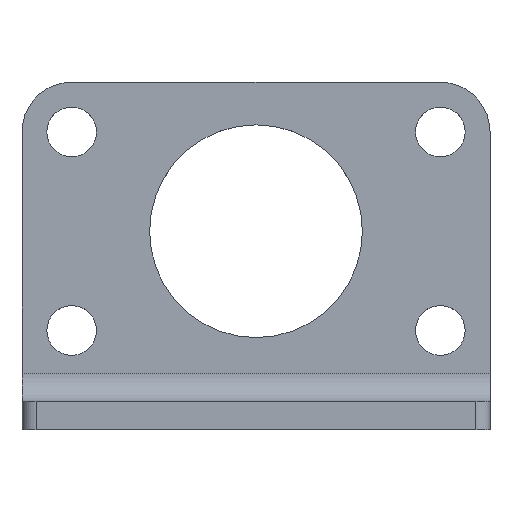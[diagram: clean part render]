
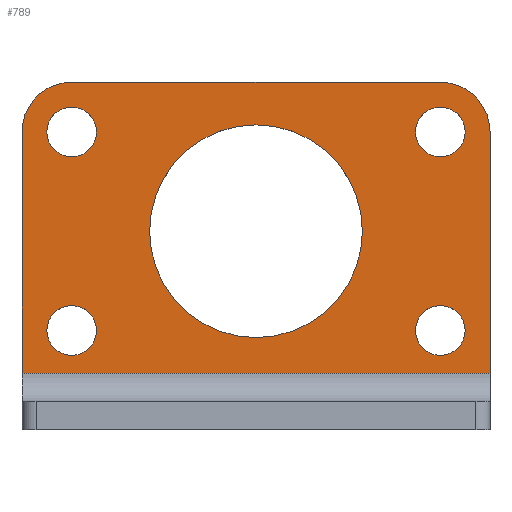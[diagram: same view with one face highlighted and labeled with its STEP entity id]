
A CAD part, top view. The second image highlights one B-rep face of the part: STEP entity #789.
In plain terms, the highlighted planar face has unit normal (0, 0, 1).
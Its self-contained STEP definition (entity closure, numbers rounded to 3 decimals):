
#276=CARTESIAN_POINT('',(-22.5,-14.,4.0));
#277=VERTEX_POINT('',#276);
#278=CARTESIAN_POINT('',(-26.,-14.,4.));
#279=DIRECTION('',(0.0,0.0,-1.0));
#280=DIRECTION('',(1.0,0.0,0.0));
#281=AXIS2_PLACEMENT_3D('',#278,#279,#280);
#282=CIRCLE('',#281,3.5);
#283=EDGE_CURVE('',#277,#277,#282,.T.);
#304=CARTESIAN_POINT('',(29.5,-14.,4.0));
#305=VERTEX_POINT('',#304);
#306=CARTESIAN_POINT('',(26.,-14.,4.));
#307=DIRECTION('',(0.0,0.0,-1.0));
#308=DIRECTION('',(1.0,0.0,0.0));
#309=AXIS2_PLACEMENT_3D('',#306,#307,#308);
#310=CIRCLE('',#309,3.5);
#311=EDGE_CURVE('',#305,#305,#310,.T.);
#332=CARTESIAN_POINT('',(29.5,14.,4.0));
#333=VERTEX_POINT('',#332);
#334=CARTESIAN_POINT('',(26.,14.,4.));
#335=DIRECTION('',(0.0,0.0,-1.0));
#336=DIRECTION('',(1.0,0.0,0.0));
#337=AXIS2_PLACEMENT_3D('',#334,#335,#336);
#338=CIRCLE('',#337,3.5);
#339=EDGE_CURVE('',#333,#333,#338,.T.);
#360=CARTESIAN_POINT('',(-22.5,14.,4.0));
#361=VERTEX_POINT('',#360);
#362=CARTESIAN_POINT('',(-26.0,14.,4.));
#363=DIRECTION('',(0.0,0.0,-1.0));
#364=DIRECTION('',(1.0,0.0,0.0));
#365=AXIS2_PLACEMENT_3D('',#362,#363,#364);
#366=CIRCLE('',#365,3.5);
#367=EDGE_CURVE('',#361,#361,#366,.T.);
#428=CARTESIAN_POINT('',(15.0,0.,4.0));
#429=VERTEX_POINT('',#428);
#430=CARTESIAN_POINT('',(0.0,0.0,4.0));
#431=DIRECTION('',(0.0,0.0,-1.0));
#432=DIRECTION('',(-1.0,0.0,0.0));
#433=AXIS2_PLACEMENT_3D('',#430,#431,#432);
#434=CIRCLE('',#433,15.0);
#435=EDGE_CURVE('',#429,#429,#434,.T.);
#484=CARTESIAN_POINT('',(-33.0,-20.,4.0));
#485=VERTEX_POINT('',#484);
#510=CARTESIAN_POINT('',(33.0,-20.,4.0));
#511=VERTEX_POINT('',#510);
#572=CARTESIAN_POINT('',(-33.,-20.,4.0));
#573=DIRECTION('',(1.0,0.0,0.0));
#574=VECTOR('',#573,66.0);
#575=LINE('',#572,#574);
#576=EDGE_CURVE('',#485,#511,#575,.T.);
#596=CARTESIAN_POINT('',(33.0,14.,4.0));
#597=VERTEX_POINT('',#596);
#604=CARTESIAN_POINT('',(33.0,14.,4.0));
#605=DIRECTION('',(0.0,-1.0,0.0));
#606=VECTOR('',#605,34.);
#607=LINE('',#604,#606);
#608=EDGE_CURVE('',#597,#511,#607,.T.);
#675=CARTESIAN_POINT('',(-33.0,14.,4.0));
#676=VERTEX_POINT('',#675);
#677=CARTESIAN_POINT('',(-26.0,21.0,4.0));
#678=VERTEX_POINT('',#677);
#679=CARTESIAN_POINT('',(-26.0,14.,4.0));
#680=DIRECTION('',(0.0,0.0,-1.0));
#681=DIRECTION('',(0.0,-1.0,0.0));
#682=AXIS2_PLACEMENT_3D('',#679,#680,#681);
#683=CIRCLE('',#682,7.);
#684=EDGE_CURVE('',#676,#678,#683,.T.);
#707=CARTESIAN_POINT('',(26.0,21.,4.0));
#708=VERTEX_POINT('',#707);
#709=CARTESIAN_POINT('',(-26.0,21.0,4.0));
#710=DIRECTION('',(1.0,0.0,0.0));
#711=VECTOR('',#710,52.0);
#712=LINE('',#709,#711);
#713=EDGE_CURVE('',#678,#708,#712,.T.);
#731=CARTESIAN_POINT('',(26.0,14.,4.0));
#732=DIRECTION('',(0.0,0.0,-1.0));
#733=DIRECTION('',(-1.0,0.0,0.0));
#734=AXIS2_PLACEMENT_3D('',#731,#732,#733);
#735=CIRCLE('',#734,7.);
#736=EDGE_CURVE('',#708,#597,#735,.T.);
#750=CARTESIAN_POINT('',(-33.0,-20.,4.0));
#751=DIRECTION('',(0.0,1.0,0.0));
#752=VECTOR('',#751,34.0);
#753=LINE('',#750,#752);
#754=EDGE_CURVE('',#485,#676,#753,.T.);
#761=CARTESIAN_POINT('',(0.,-4.198,4.0));
#762=DIRECTION('',(0.0,0.0,1.0));
#763=DIRECTION('',(1.0,0.0,0.0));
#764=AXIS2_PLACEMENT_3D('',#761,#762,#763);
#765=PLANE('',#764);
#766=ORIENTED_EDGE('',*,*,#576,.T.);
#767=ORIENTED_EDGE('',*,*,#608,.F.);
#768=ORIENTED_EDGE('',*,*,#736,.F.);
#769=ORIENTED_EDGE('',*,*,#713,.F.);
#770=ORIENTED_EDGE('',*,*,#684,.F.);
#771=ORIENTED_EDGE('',*,*,#754,.F.);
#772=EDGE_LOOP('',(#766,#767,#768,#769,#770,#771));
#773=FACE_OUTER_BOUND('',#772,.T.);
#774=ORIENTED_EDGE('',*,*,#283,.T.);
#775=EDGE_LOOP('',(#774));
#776=FACE_BOUND('',#775,.T.);
#777=ORIENTED_EDGE('',*,*,#311,.T.);
#778=EDGE_LOOP('',(#777));
#779=FACE_BOUND('',#778,.T.);
#780=ORIENTED_EDGE('',*,*,#339,.T.);
#781=EDGE_LOOP('',(#780));
#782=FACE_BOUND('',#781,.T.);
#783=ORIENTED_EDGE('',*,*,#367,.T.);
#784=EDGE_LOOP('',(#783));
#785=FACE_BOUND('',#784,.T.);
#786=ORIENTED_EDGE('',*,*,#435,.T.);
#787=EDGE_LOOP('',(#786));
#788=FACE_BOUND('',#787,.T.);
#789=ADVANCED_FACE('',(#773,#776,#779,#782,#785,#788),#765,.T.);
